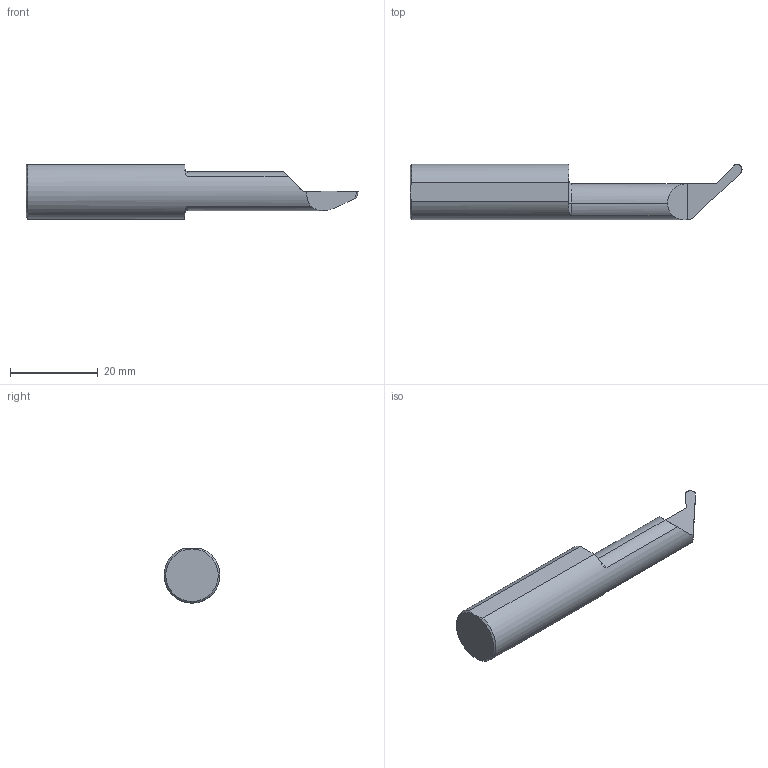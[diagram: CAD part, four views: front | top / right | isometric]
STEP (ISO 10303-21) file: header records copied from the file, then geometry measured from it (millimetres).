
FILE_DESCRIPTION (( 'STEP AP203' ), '1' );
FILE_NAME ('220332-UP50093-24.STEP', '2025-04-15T20:41:12', ( '' ), ( '' ), 'SwSTEP 2.0', 'SolidWorks 2024', '' );
FILE_SCHEMA (( 'CONFIG_CONTROL_DESIGN' ));
Length unit declared in the file: inch
Products named in the file (1): 220332-UP50093-24
Bounding box: 75.48 x 12.69 x 12.31 mm (x, y, z)
Volume: 6208.7 mm3; surface area: 2545.4 mm2
Topology: 1 solids, 1 shells, 20 faces, 50 edges, 32 vertices
Faces by surface type: plane 8, cylinder 5, torus 3, cone 3, bspline 1
Entity records: 817 total; most frequent: CARTESIAN_POINT 290, ORIENTED_EDGE 100, DIRECTION 88, EDGE_CURVE 50, AXIS2_PLACEMENT_3D 36, VERTEX_POINT 32, FACE_OUTER_BOUND 20, ADVANCED_FACE 20
